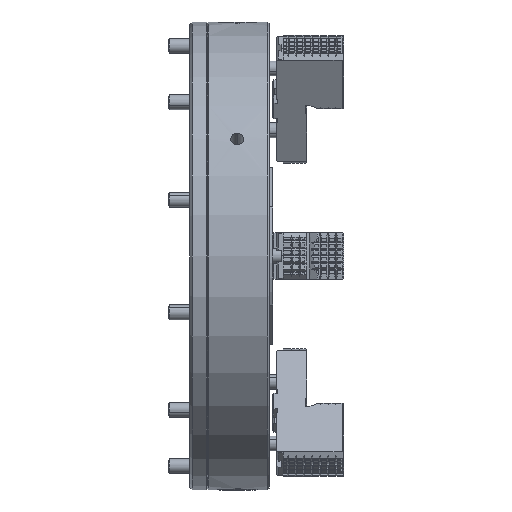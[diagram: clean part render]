
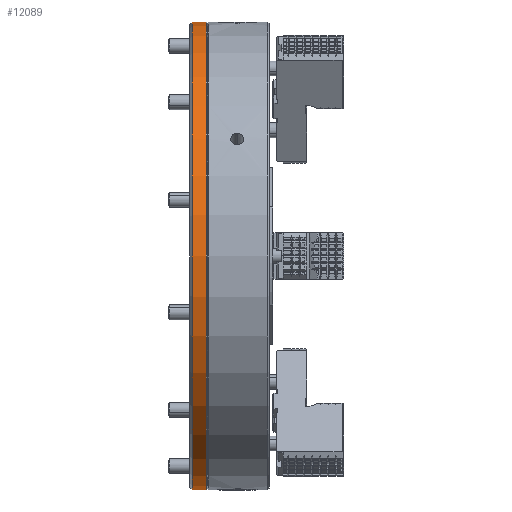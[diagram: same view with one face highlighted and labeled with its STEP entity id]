
A CAD part, front view. The second image highlights one B-rep face of the part: STEP entity #12089.
In plain terms, the highlighted cylindrical face has radius 250 mm (diameter 500 mm), a partial arc.
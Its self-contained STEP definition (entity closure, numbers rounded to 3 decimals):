
#1704 = ORIENTED_EDGE ( 'NONE', *, *, #28257, .T. ) ;
#2366 = ORIENTED_EDGE ( 'NONE', *, *, #17770, .T. ) ;
#3276 = EDGE_CURVE ( 'NONE', #22408, #20341, #9609, .T. ) ;
#3682 = AXIS2_PLACEMENT_3D ( 'NONE', #13005, #30091, #47172 ) ;
#3884 = VECTOR ( 'NONE', #43802, 1000. ) ;
#4411 = EDGE_CURVE ( 'NONE', #19261, #20341, #53918, .T. ) ;
#8244 = CARTESIAN_POINT ( 'NONE',  ( 3., 0., 0. ) ) ;
#8376 = AXIS2_PLACEMENT_3D ( 'NONE', #14460, #31553, #48632 ) ;
#9609 = LINE ( 'NONE', #26705, #3884 ) ;
#10376 = DIRECTION ( 'NONE',  ( -1., 0., 0. ) ) ;
#11453 = VECTOR ( 'NONE', #10376, 1000. ) ;
#12089 = ADVANCED_FACE ( 'NONE', ( #34294 ), #51377, .T. ) ;
#13005 = CARTESIAN_POINT ( 'NONE',  ( -179.356, 0., 0. ) ) ;
#14440 = CARTESIAN_POINT ( 'NONE',  ( 18., 0., -250. ) ) ;
#14460 = CARTESIAN_POINT ( 'NONE',  ( 18., 0., 0. ) ) ;
#17770 = EDGE_CURVE ( 'NONE', #22408, #22298, #49049, .T. ) ;
#19261 = VERTEX_POINT ( 'NONE', #46088 ) ;
#20341 = VERTEX_POINT ( 'NONE', #40788 ) ;
#22298 = VERTEX_POINT ( 'NONE', #34611 ) ;
#22408 = VERTEX_POINT ( 'NONE', #14440 ) ;
#25328 = DIRECTION ( 'NONE',  ( 1., 0., 0. ) ) ;
#26705 = CARTESIAN_POINT ( 'NONE',  ( -179.356, 0., -250. ) ) ;
#28257 = EDGE_CURVE ( 'NONE', #22298, #19261, #31678, .T. ) ;
#29213 = ORIENTED_EDGE ( 'NONE', *, *, #4411, .T. ) ;
#30091 = DIRECTION ( 'NONE',  ( -1., 0., 0. ) ) ;
#31553 = DIRECTION ( 'NONE',  ( -1., 0., 0. ) ) ;
#31678 = LINE ( 'NONE', #48757, #11453 ) ;
#34294 = FACE_OUTER_BOUND ( 'NONE', #39667, .T. ) ;
#34611 = CARTESIAN_POINT ( 'NONE',  ( 18., 0., 250. ) ) ;
#39667 = EDGE_LOOP ( 'NONE', ( #53657, #2366, #1704, #29213 ) ) ;
#40788 = CARTESIAN_POINT ( 'NONE',  ( 3., 0., -250. ) ) ;
#42413 = DIRECTION ( 'NONE',  ( 0., 0., -1. ) ) ;
#43802 = DIRECTION ( 'NONE',  ( -1., 0., 0. ) ) ;
#46088 = CARTESIAN_POINT ( 'NONE',  ( 3., 0., 250. ) ) ;
#46769 = AXIS2_PLACEMENT_3D ( 'NONE', #8244, #25328, #42413 ) ;
#47172 = DIRECTION ( 'NONE',  ( 0., 0., 1. ) ) ;
#48632 = DIRECTION ( 'NONE',  ( 0., 0., 1. ) ) ;
#48757 = CARTESIAN_POINT ( 'NONE',  ( -179.356, 0., 250. ) ) ;
#49049 = CIRCLE ( 'NONE', #8376, 250. ) ;
#51377 = CYLINDRICAL_SURFACE ( 'NONE', #3682, 250. ) ;
#53657 = ORIENTED_EDGE ( 'NONE', *, *, #3276, .F. ) ;
#53918 = CIRCLE ( 'NONE', #46769, 250. ) ;
